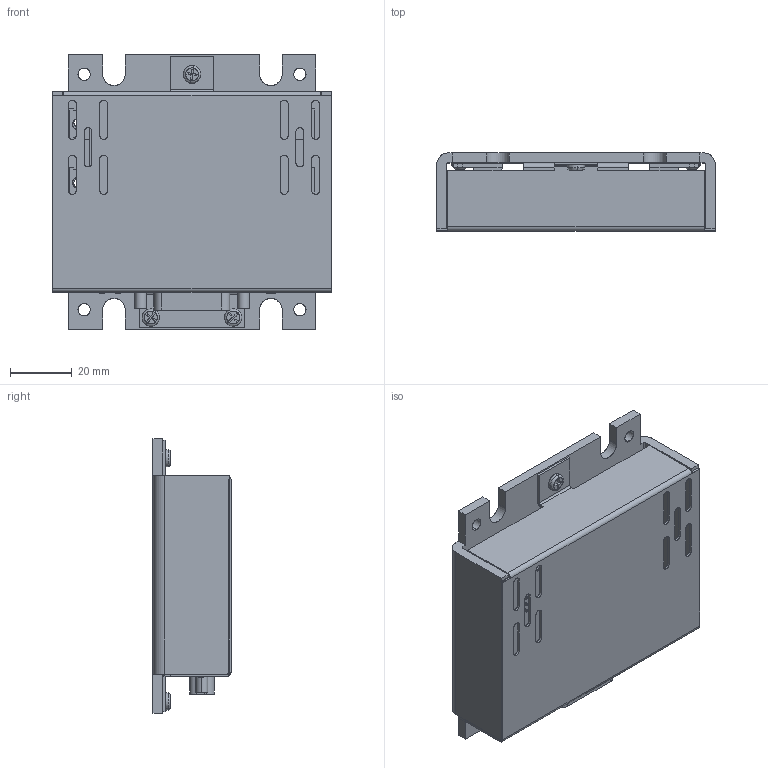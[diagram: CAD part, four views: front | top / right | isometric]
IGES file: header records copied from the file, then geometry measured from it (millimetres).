
Start section: SolidWorks IGES file using analytic representation for surfaces
Global section: file name: MPL250 Package.IGS; native system: SolidWorks 2015; preprocessor: SolidWorks 2015; author: gniebel; date: 150415.082405; units: inch
Bounding box: 90.17 x 25.3 x 88.9 mm (x, y, z)
Surface area: 57907.5 mm2 (no closed solid volume)
Topology: 0 solids, 0 shells, 966 faces, 10680 edges, 10678 vertices
Faces by surface type: bspline 683, revolution 283
